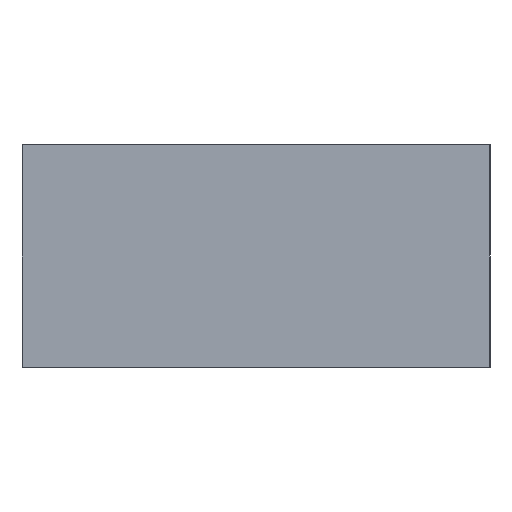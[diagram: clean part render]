
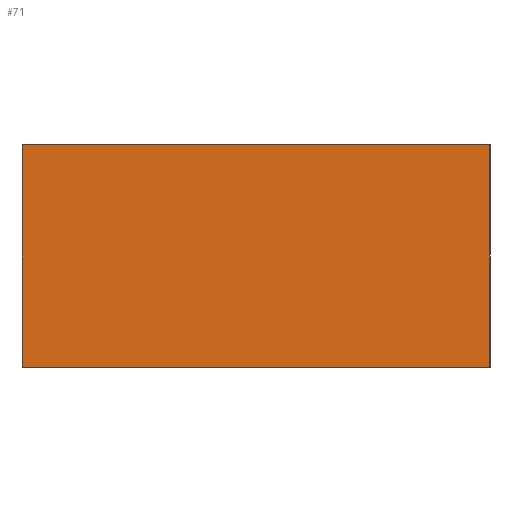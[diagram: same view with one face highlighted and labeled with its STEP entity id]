
A CAD part, left-side view. The second image highlights one B-rep face of the part: STEP entity #71.
In plain terms, the highlighted planar face has unit normal (-1, 0, 0).
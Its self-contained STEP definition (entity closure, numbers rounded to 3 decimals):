
#7 = DIRECTION ( 'NONE',  ( -1., 0., 0. ) ) ;
#9 = LINE ( 'NONE', #329, #400 ) ;
#45 = VECTOR ( 'NONE', #350, 1000. ) ;
#57 = EDGE_CURVE ( 'NONE', #527, #525, #9, .T. ) ;
#71 = ADVANCED_FACE ( 'NONE', ( #114 ), #655, .T. ) ;
#93 = CARTESIAN_POINT ( 'NONE',  ( 50., 0., -25. ) ) ;
#114 = FACE_OUTER_BOUND ( 'NONE', #293, .T. ) ;
#134 = VERTEX_POINT ( 'NONE', #506 ) ;
#158 = DIRECTION ( 'NONE',  ( 0., 0., 1. ) ) ;
#165 = VECTOR ( 'NONE', #181, 1000. ) ;
#175 = CARTESIAN_POINT ( 'NONE',  ( 50., 0., 25. ) ) ;
#181 = DIRECTION ( 'NONE',  ( 0., 1., 0. ) ) ;
#193 = CARTESIAN_POINT ( 'NONE',  ( 50., 105., 25. ) ) ;
#196 = CARTESIAN_POINT ( 'NONE',  ( 50., 0., 25. ) ) ;
#202 = CARTESIAN_POINT ( 'NONE',  ( 50., 105., -25. ) ) ;
#234 = LINE ( 'NONE', #175, #165 ) ;
#264 = ORIENTED_EDGE ( 'NONE', *, *, #57, .F. ) ;
#266 = EDGE_CURVE ( 'NONE', #525, #134, #683, .T. ) ;
#293 = EDGE_LOOP ( 'NONE', ( #483, #264, #338, #382 ) ) ;
#329 = CARTESIAN_POINT ( 'NONE',  ( 50., 0., -25. ) ) ;
#338 = ORIENTED_EDGE ( 'NONE', *, *, #607, .T. ) ;
#350 = DIRECTION ( 'NONE',  ( 0., 0., 1. ) ) ;
#382 = ORIENTED_EDGE ( 'NONE', *, *, #504, .T. ) ;
#400 = VECTOR ( 'NONE', #547, 1000. ) ;
#414 = CARTESIAN_POINT ( 'NONE',  ( 50., 0., 25. ) ) ;
#483 = ORIENTED_EDGE ( 'NONE', *, *, #266, .F. ) ;
#504 = EDGE_CURVE ( 'NONE', #610, #134, #234, .T. ) ;
#506 = CARTESIAN_POINT ( 'NONE',  ( 50., 105., 25. ) ) ;
#525 = VERTEX_POINT ( 'NONE', #202 ) ;
#526 = DIRECTION ( 'NONE',  ( 0., 0., 1. ) ) ;
#527 = VERTEX_POINT ( 'NONE', #93 ) ;
#540 = CARTESIAN_POINT ( 'NONE',  ( 50., 0., 25. ) ) ;
#547 = DIRECTION ( 'NONE',  ( 0., 1., 0. ) ) ;
#607 = EDGE_CURVE ( 'NONE', #527, #610, #682, .T. ) ;
#610 = VERTEX_POINT ( 'NONE', #414 ) ;
#640 = AXIS2_PLACEMENT_3D ( 'NONE', #540, #7, #158 ) ;
#654 = VECTOR ( 'NONE', #526, 1000. ) ;
#655 = PLANE ( 'NONE',  #640 ) ;
#682 = LINE ( 'NONE', #196, #45 ) ;
#683 = LINE ( 'NONE', #193, #654 ) ;
